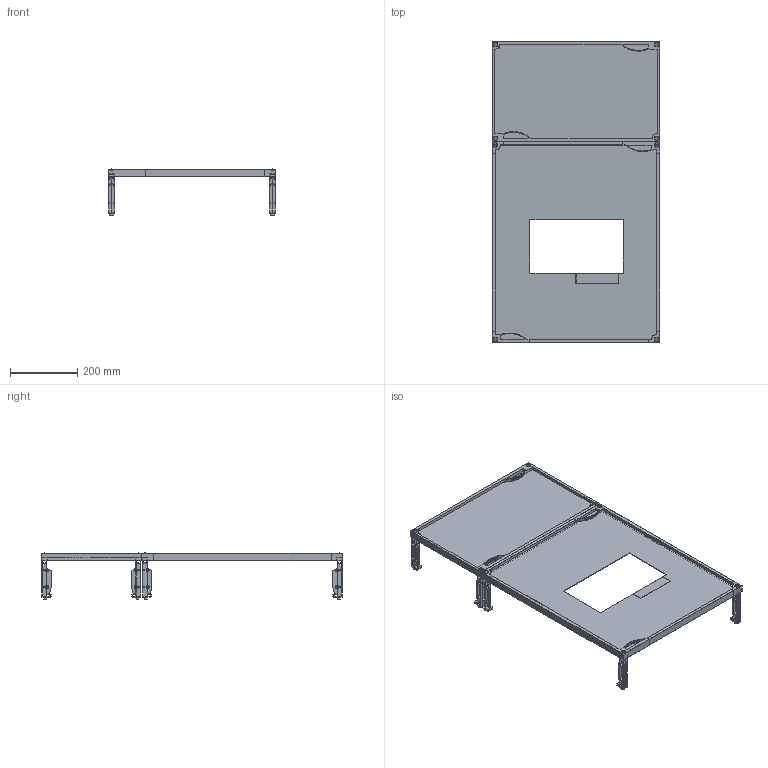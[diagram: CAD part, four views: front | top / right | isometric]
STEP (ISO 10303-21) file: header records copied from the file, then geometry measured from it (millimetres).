
FILE_DESCRIPTION(('STEP AP214'),'1');
FILE_NAME('cctmp_8FE8DEB5-79A5-47A3-A459-C018F0985E18_2024_05_06_10_58_51_0872..stp','2024-05-06T08:58:54',('SIEMENS A&D'),('CADClick - www.CADClick.com'),'Spatial InterOp 3D',' ','unknown authorization');
FILE_SCHEMA(('AUTOMOTIVE_DESIGN'));
Length unit declared in the file: millimetre
Products named in the file (11): cc_unnamed; 2024_05_06_10_58_51_0825; 2024_05_06_10_58_51_0794; 2024_05_06_10_58_51_0763; 2024_05_06_10_58_51_0732; 2024_05_06_10_58_51_0669; 2024_05_06_10_58_51_0638; 2024_05_06_10_58_51_0607; 2024_05_06_10_58_51_0575; 2024_05_06_10_58_51_0513; 2024_05_06_10_58_51_0450
Assembly tree (10 placements, depth 2):
  cc_unnamed
    2024_05_06_10_58_51_0825
    2024_05_06_10_58_51_0794
    2024_05_06_10_58_51_0763
    2024_05_06_10_58_51_0732
    2024_05_06_10_58_51_0669
    2024_05_06_10_58_51_0638
    2024_05_06_10_58_51_0607
    2024_05_06_10_58_51_0575
    2024_05_06_10_58_51_0513
    2024_05_06_10_58_51_0450
Bounding box: 500 x 900 x 137.23 mm (x, y, z)
Volume: 1913321.6 mm3; surface area: 1139415 mm2
Topology: 10 solids, 10 shells, 2330 faces, 6554 edges, 4300 vertices
Faces by surface type: plane 1628, cylinder 634, torus 52, cone 16
Entity records: 95926 total; most frequent: CARTESIAN_POINT 15411, ORIENTED_EDGE 13108, DIRECTION 12636, EDGE_CURVE 6554, LINE 4842, VECTOR 4842, VERTEX_POINT 4300, AXIS2_PLACEMENT_3D 3897
